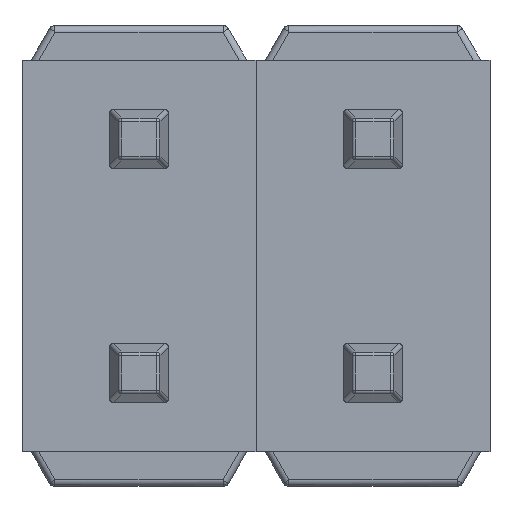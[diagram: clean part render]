
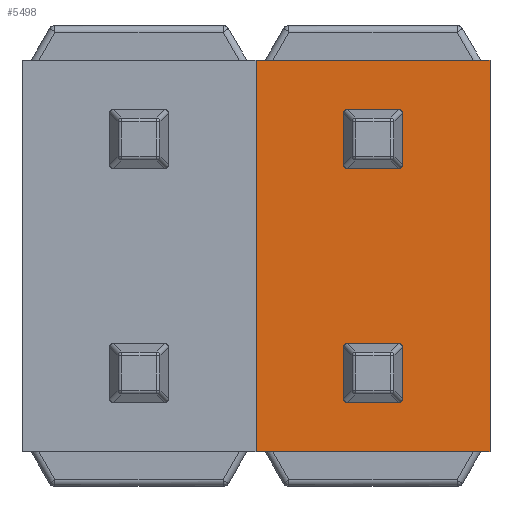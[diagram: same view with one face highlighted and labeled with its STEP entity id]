
A CAD part, front view. The second image highlights one B-rep face of the part: STEP entity #5498.
In plain terms, the highlighted planar face has unit normal (0, -1, 0).
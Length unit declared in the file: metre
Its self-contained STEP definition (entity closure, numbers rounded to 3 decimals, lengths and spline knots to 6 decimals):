
#62=PLANE('',#6013);
#414=LINE('',#8908,#878);
#415=LINE('',#8911,#879);
#416=LINE('',#8913,#880);
#417=LINE('',#8915,#881);
#418=LINE('',#8917,#882);
#419=LINE('',#8919,#883);
#420=LINE('',#8921,#884);
#421=LINE('',#8923,#885);
#422=LINE('',#8927,#886);
#423=LINE('',#8931,#887);
#424=LINE('',#8935,#888);
#425=LINE('',#8939,#889);
#426=LINE('',#8943,#890);
#427=LINE('',#8947,#891);
#428=LINE('',#8951,#892);
#429=LINE('',#8955,#893);
#878=VECTOR('',#6832,1.);
#879=VECTOR('',#6833,1.);
#880=VECTOR('',#6834,1.);
#881=VECTOR('',#6835,1.);
#882=VECTOR('',#6836,1.);
#883=VECTOR('',#6837,1.);
#884=VECTOR('',#6838,1.);
#885=VECTOR('',#6839,1.);
#886=VECTOR('',#6842,1.);
#887=VECTOR('',#6845,1.);
#888=VECTOR('',#6848,1.);
#889=VECTOR('',#6851,1.);
#890=VECTOR('',#6854,1.);
#891=VECTOR('',#6857,1.);
#892=VECTOR('',#6860,1.);
#893=VECTOR('',#6863,1.);
#1614=ORIENTED_EDGE('',*,*,#3258,.T.);
#1615=ORIENTED_EDGE('',*,*,#3259,.T.);
#1616=ORIENTED_EDGE('',*,*,#3260,.T.);
#1617=ORIENTED_EDGE('',*,*,#3261,.T.);
#1618=ORIENTED_EDGE('',*,*,#3262,.T.);
#1619=ORIENTED_EDGE('',*,*,#3263,.T.);
#1620=ORIENTED_EDGE('',*,*,#3264,.T.);
#1621=ORIENTED_EDGE('',*,*,#3265,.T.);
#1622=ORIENTED_EDGE('',*,*,#3266,.T.);
#1623=ORIENTED_EDGE('',*,*,#3267,.T.);
#1624=ORIENTED_EDGE('',*,*,#3268,.T.);
#1625=ORIENTED_EDGE('',*,*,#3269,.T.);
#1626=ORIENTED_EDGE('',*,*,#3270,.T.);
#1627=ORIENTED_EDGE('',*,*,#3271,.T.);
#1628=ORIENTED_EDGE('',*,*,#3272,.T.);
#1629=ORIENTED_EDGE('',*,*,#3273,.T.);
#1630=ORIENTED_EDGE('',*,*,#3274,.T.);
#1631=ORIENTED_EDGE('',*,*,#3275,.T.);
#1632=ORIENTED_EDGE('',*,*,#3276,.T.);
#1633=ORIENTED_EDGE('',*,*,#3277,.T.);
#1634=ORIENTED_EDGE('',*,*,#3278,.T.);
#1635=ORIENTED_EDGE('',*,*,#3279,.T.);
#1636=ORIENTED_EDGE('',*,*,#3280,.T.);
#1637=ORIENTED_EDGE('',*,*,#3281,.T.);
#3258=EDGE_CURVE('',#4062,#4063,#414,.T.);
#3259=EDGE_CURVE('',#4063,#4064,#415,.T.);
#3260=EDGE_CURVE('',#4064,#4065,#416,.T.);
#3261=EDGE_CURVE('',#4065,#4066,#417,.T.);
#3262=EDGE_CURVE('',#4066,#4067,#418,.T.);
#3263=EDGE_CURVE('',#4067,#4068,#419,.T.);
#3264=EDGE_CURVE('',#4068,#4069,#420,.T.);
#3265=EDGE_CURVE('',#4069,#4062,#421,.T.);
#3266=EDGE_CURVE('',#4070,#4071,#4516,.T.);
#3267=EDGE_CURVE('',#4071,#4072,#422,.T.);
#3268=EDGE_CURVE('',#4072,#4073,#4517,.T.);
#3269=EDGE_CURVE('',#4073,#4074,#423,.T.);
#3270=EDGE_CURVE('',#4074,#4075,#4518,.T.);
#3271=EDGE_CURVE('',#4075,#4076,#424,.T.);
#3272=EDGE_CURVE('',#4076,#4077,#4519,.T.);
#3273=EDGE_CURVE('',#4077,#4070,#425,.T.);
#3274=EDGE_CURVE('',#4078,#4079,#4520,.T.);
#3275=EDGE_CURVE('',#4079,#4080,#426,.T.);
#3276=EDGE_CURVE('',#4080,#4081,#4521,.T.);
#3277=EDGE_CURVE('',#4081,#4082,#427,.T.);
#3278=EDGE_CURVE('',#4082,#4083,#4522,.T.);
#3279=EDGE_CURVE('',#4083,#4084,#428,.T.);
#3280=EDGE_CURVE('',#4084,#4085,#4523,.T.);
#3281=EDGE_CURVE('',#4085,#4078,#429,.T.);
#4062=VERTEX_POINT('',#8909);
#4063=VERTEX_POINT('',#8910);
#4064=VERTEX_POINT('',#8912);
#4065=VERTEX_POINT('',#8914);
#4066=VERTEX_POINT('',#8916);
#4067=VERTEX_POINT('',#8918);
#4068=VERTEX_POINT('',#8920);
#4069=VERTEX_POINT('',#8922);
#4070=VERTEX_POINT('',#8925);
#4071=VERTEX_POINT('',#8926);
#4072=VERTEX_POINT('',#8928);
#4073=VERTEX_POINT('',#8930);
#4074=VERTEX_POINT('',#8932);
#4075=VERTEX_POINT('',#8934);
#4076=VERTEX_POINT('',#8936);
#4077=VERTEX_POINT('',#8938);
#4078=VERTEX_POINT('',#8941);
#4079=VERTEX_POINT('',#8942);
#4080=VERTEX_POINT('',#8944);
#4081=VERTEX_POINT('',#8946);
#4082=VERTEX_POINT('',#8948);
#4083=VERTEX_POINT('',#8950);
#4084=VERTEX_POINT('',#8952);
#4085=VERTEX_POINT('',#8954);
#4516=CIRCLE('',#6014,0.00004);
#4517=CIRCLE('',#6015,0.00004);
#4518=CIRCLE('',#6016,0.00004);
#4519=CIRCLE('',#6017,0.00004);
#4520=CIRCLE('',#6018,0.00004);
#4521=CIRCLE('',#6019,0.00004);
#4522=CIRCLE('',#6020,0.00004);
#4523=CIRCLE('',#6021,0.00004);
#4738=EDGE_LOOP('',(#1614,#1615,#1616,#1617,#1618,#1619,#1620,#1621));
#4739=EDGE_LOOP('',(#1622,#1623,#1624,#1625,#1626,#1627,#1628,#1629));
#4740=EDGE_LOOP('',(#1630,#1631,#1632,#1633,#1634,#1635,#1636,#1637));
#5110=FACE_BOUND('',#4738,.T.);
#5111=FACE_BOUND('',#4739,.T.);
#5112=FACE_BOUND('',#4740,.T.);
#5498=ADVANCED_FACE('',(#5110,#5111,#5112),#62,.F.);
#6013=AXIS2_PLACEMENT_3D('',#8907,#6830,#6831);
#6014=AXIS2_PLACEMENT_3D('',#8924,#6840,#6841);
#6015=AXIS2_PLACEMENT_3D('',#8929,#6843,#6844);
#6016=AXIS2_PLACEMENT_3D('',#8933,#6846,#6847);
#6017=AXIS2_PLACEMENT_3D('',#8937,#6849,#6850);
#6018=AXIS2_PLACEMENT_3D('',#8940,#6852,#6853);
#6019=AXIS2_PLACEMENT_3D('',#8945,#6855,#6856);
#6020=AXIS2_PLACEMENT_3D('',#8949,#6858,#6859);
#6021=AXIS2_PLACEMENT_3D('',#8953,#6861,#6862);
#6830=DIRECTION('',(0.,1.,0.));
#6831=DIRECTION('',(0.,0.,1.));
#6832=DIRECTION('',(0.,0.,-1.));
#6833=DIRECTION('',(1.,0.,0.));
#6834=DIRECTION('',(1.,0.,0.));
#6835=DIRECTION('',(1.,0.,0.));
#6836=DIRECTION('',(0.,0.,1.));
#6837=DIRECTION('',(-1.,0.,0.));
#6838=DIRECTION('',(-1.,0.,0.));
#6839=DIRECTION('',(-1.,0.,0.));
#6840=DIRECTION('',(0.,1.,0.));
#6841=DIRECTION('',(0.,0.,1.));
#6842=DIRECTION('',(1.,0.,0.));
#6843=DIRECTION('',(0.,1.,0.));
#6844=DIRECTION('',(0.,0.,1.));
#6845=DIRECTION('',(0.,0.,-1.));
#6846=DIRECTION('',(0.,1.,0.));
#6847=DIRECTION('',(0.,0.,1.));
#6848=DIRECTION('',(-1.,0.,0.));
#6849=DIRECTION('',(0.,1.,0.));
#6850=DIRECTION('',(0.,0.,1.));
#6851=DIRECTION('',(0.,0.,1.));
#6852=DIRECTION('',(0.,1.,0.));
#6853=DIRECTION('',(0.,0.,1.));
#6854=DIRECTION('',(1.,0.,0.));
#6855=DIRECTION('',(0.,1.,0.));
#6856=DIRECTION('',(0.,0.,1.));
#6857=DIRECTION('',(0.,0.,-1.));
#6858=DIRECTION('',(0.,1.,0.));
#6859=DIRECTION('',(0.,0.,1.));
#6860=DIRECTION('',(-1.,0.,0.));
#6861=DIRECTION('',(0.,1.,0.));
#6862=DIRECTION('',(0.,0.,1.));
#6863=DIRECTION('',(0.,0.,1.));
#8907=CARTESIAN_POINT('',(0.00254,-0.00085,0.));
#8908=CARTESIAN_POINT('',(0.00127,-0.00085,-0.002125));
#8909=CARTESIAN_POINT('',(0.00127,-0.00085,0.002125));
#8910=CARTESIAN_POINT('',(0.00127,-0.00085,-0.002125));
#8911=CARTESIAN_POINT('',(0.00254,-0.00085,-0.002125));
#8912=CARTESIAN_POINT('',(0.00137,-0.00085,-0.002125));
#8913=CARTESIAN_POINT('',(0.00254,-0.00085,-0.002125));
#8914=CARTESIAN_POINT('',(0.00371,-0.00085,-0.002125));
#8915=CARTESIAN_POINT('',(0.00381,-0.00085,-0.002125));
#8916=CARTESIAN_POINT('',(0.00381,-0.00085,-0.002125));
#8917=CARTESIAN_POINT('',(0.00381,-0.00085,0.002125));
#8918=CARTESIAN_POINT('',(0.00381,-0.00085,0.002125));
#8919=CARTESIAN_POINT('',(0.00127,-0.00085,0.002125));
#8920=CARTESIAN_POINT('',(0.00371,-0.00085,0.002125));
#8921=CARTESIAN_POINT('',(0.00254,-0.00085,0.002125));
#8922=CARTESIAN_POINT('',(0.00137,-0.00085,0.002125));
#8923=CARTESIAN_POINT('',(0.00254,-0.00085,0.002125));
#8924=CARTESIAN_POINT('',(0.00226,-0.00085,-0.00099));
#8925=CARTESIAN_POINT('',(0.00222,-0.00085,-0.00099));
#8926=CARTESIAN_POINT('',(0.00226,-0.00085,-0.00095));
#8927=CARTESIAN_POINT('',(0.00226,-0.00085,-0.00095));
#8928=CARTESIAN_POINT('',(0.00282,-0.00085,-0.00095));
#8929=CARTESIAN_POINT('',(0.00282,-0.00085,-0.00099));
#8930=CARTESIAN_POINT('',(0.00286,-0.00085,-0.00099));
#8931=CARTESIAN_POINT('',(0.00286,-0.00085,0.));
#8932=CARTESIAN_POINT('',(0.00286,-0.00085,-0.00155));
#8933=CARTESIAN_POINT('',(0.00282,-0.00085,-0.00155));
#8934=CARTESIAN_POINT('',(0.00282,-0.00085,-0.00159));
#8935=CARTESIAN_POINT('',(0.00226,-0.00085,-0.00159));
#8936=CARTESIAN_POINT('',(0.00226,-0.00085,-0.00159));
#8937=CARTESIAN_POINT('',(0.00226,-0.00085,-0.00155));
#8938=CARTESIAN_POINT('',(0.00222,-0.00085,-0.00155));
#8939=CARTESIAN_POINT('',(0.00222,-0.00085,0.));
#8940=CARTESIAN_POINT('',(0.00226,-0.00085,0.00155));
#8941=CARTESIAN_POINT('',(0.00222,-0.00085,0.00155));
#8942=CARTESIAN_POINT('',(0.00226,-0.00085,0.00159));
#8943=CARTESIAN_POINT('',(0.00226,-0.00085,0.00159));
#8944=CARTESIAN_POINT('',(0.00282,-0.00085,0.00159));
#8945=CARTESIAN_POINT('',(0.00282,-0.00085,0.00155));
#8946=CARTESIAN_POINT('',(0.00286,-0.00085,0.00155));
#8947=CARTESIAN_POINT('',(0.00286,-0.00085,0.00155));
#8948=CARTESIAN_POINT('',(0.00286,-0.00085,0.00099));
#8949=CARTESIAN_POINT('',(0.00282,-0.00085,0.00099));
#8950=CARTESIAN_POINT('',(0.00282,-0.00085,0.00095));
#8951=CARTESIAN_POINT('',(0.00226,-0.00085,0.00095));
#8952=CARTESIAN_POINT('',(0.00226,-0.00085,0.00095));
#8953=CARTESIAN_POINT('',(0.00226,-0.00085,0.00099));
#8954=CARTESIAN_POINT('',(0.00222,-0.00085,0.00099));
#8955=CARTESIAN_POINT('',(0.00222,-0.00085,0.00155));
